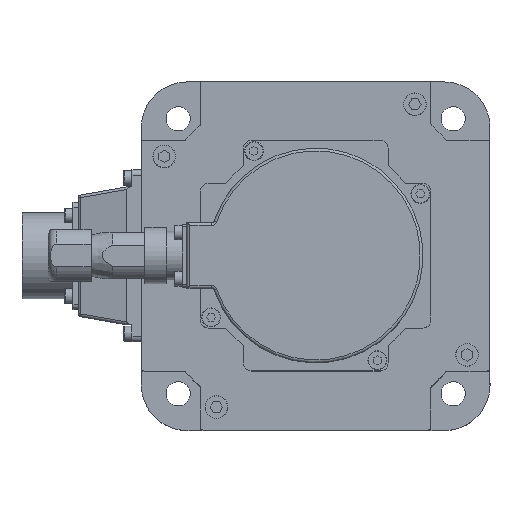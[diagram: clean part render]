
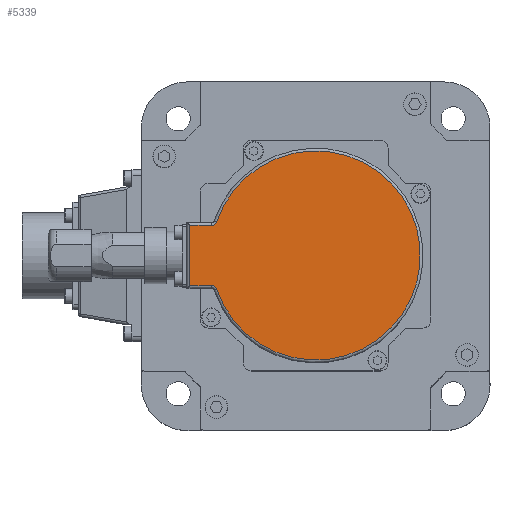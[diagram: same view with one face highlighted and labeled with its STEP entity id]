
A CAD part, top view. The second image highlights one B-rep face of the part: STEP entity #5339.
In plain terms, the highlighted planar face has unit normal (0, 0, 1).
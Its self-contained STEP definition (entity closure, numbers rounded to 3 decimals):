
#1141 = EDGE_LOOP ( 'NONE', ( #4506, #4087, #10896, #2467, #6727, #5584 ) ) ;
#1671 = CARTESIAN_POINT ( 'NONE',  ( -48., 11.25, 107.5 ) ) ;
#2163 = EDGE_CURVE ( 'NONE', #12639, #11090, #6528, .T. ) ;
#2467 = ORIENTED_EDGE ( 'NONE', *, *, #4155, .T. ) ;
#3152 = DIRECTION ( 'NONE',  ( -1., 0., 0. ) ) ;
#4087 = ORIENTED_EDGE ( 'NONE', *, *, #14837, .T. ) ;
#4127 = VERTEX_POINT ( 'NONE', #15400 ) ;
#4155 = EDGE_CURVE ( 'NONE', #4127, #13239, #13539, .T. ) ;
#4506 = ORIENTED_EDGE ( 'NONE', *, *, #7513, .T. ) ;
#5339 = ADVANCED_FACE ( 'NONE', ( #16691 ), #12442, .T. ) ;
#5439 = DIRECTION ( 'NONE',  ( 0., 0., 1. ) ) ;
#5584 = ORIENTED_EDGE ( 'NONE', *, *, #2163, .T. ) ;
#5879 = VERTEX_POINT ( 'NONE', #7108 ) ;
#5946 = CARTESIAN_POINT ( 'NONE',  ( -38.8, -11.25, 107.5 ) ) ;
#6106 = AXIS2_PLACEMENT_3D ( 'NONE', #14201, #5439, #15662 ) ;
#6528 = CIRCLE ( 'NONE', #11635, 2. ) ;
#6727 = ORIENTED_EDGE ( 'NONE', *, *, #13825, .T. ) ;
#6802 = VECTOR ( 'NONE', #3152, 1000. ) ;
#7045 = AXIS2_PLACEMENT_3D ( 'NONE', #12561, #12519, #12380 ) ;
#7108 = CARTESIAN_POINT ( 'NONE',  ( -47., -11.25, 107.5 ) ) ;
#7513 = EDGE_CURVE ( 'NONE', #11090, #9446, #11156, .T. ) ;
#7704 = VECTOR ( 'NONE', #16166, 1000. ) ;
#8856 = EDGE_CURVE ( 'NONE', #5879, #4127, #14525, .T. ) ;
#9050 = VECTOR ( 'NONE', #9671, 1000. ) ;
#9446 = VERTEX_POINT ( 'NONE', #17571 ) ;
#9671 = DIRECTION ( 'NONE',  ( 0., -1., 0. ) ) ;
#10896 = ORIENTED_EDGE ( 'NONE', *, *, #8856, .T. ) ;
#11090 = VERTEX_POINT ( 'NONE', #15441 ) ;
#11152 = CIRCLE ( 'NONE', #6106, 39. ) ;
#11156 = LINE ( 'NONE', #1671, #6802 ) ;
#11635 = AXIS2_PLACEMENT_3D ( 'NONE', #12112, #11936, #11867 ) ;
#11805 = AXIS2_PLACEMENT_3D ( 'NONE', #14241, #14284, #14278 ) ;
#11867 = DIRECTION ( 'NONE',  ( 0., 1., 0. ) ) ;
#11936 = DIRECTION ( 'NONE',  ( 0., 0., -1. ) ) ;
#12112 = CARTESIAN_POINT ( 'NONE',  ( -38.8, 13.25, 107.5 ) ) ;
#12380 = DIRECTION ( 'NONE',  ( 0., 1., 0. ) ) ;
#12442 = PLANE ( 'NONE',  #7045 ) ;
#12519 = DIRECTION ( 'NONE',  ( 0., 0., 1. ) ) ;
#12561 = CARTESIAN_POINT ( 'NONE',  ( 0., 0., 107.5 ) ) ;
#12639 = VERTEX_POINT ( 'NONE', #16438 ) ;
#13239 = VERTEX_POINT ( 'NONE', #18077 ) ;
#13539 = CIRCLE ( 'NONE', #11805, 2. ) ;
#13825 = EDGE_CURVE ( 'NONE', #13239, #12639, #11152, .T. ) ;
#13968 = CARTESIAN_POINT ( 'NONE',  ( -47., -12.25, 107.5 ) ) ;
#14201 = CARTESIAN_POINT ( 'NONE',  ( 0., 0., 107.5 ) ) ;
#14241 = CARTESIAN_POINT ( 'NONE',  ( -38.8, -13.25, 107.5 ) ) ;
#14278 = DIRECTION ( 'NONE',  ( 0., 1., 0. ) ) ;
#14284 = DIRECTION ( 'NONE',  ( 0., 0., -1. ) ) ;
#14525 = LINE ( 'NONE', #5946, #7704 ) ;
#14837 = EDGE_CURVE ( 'NONE', #9446, #5879, #16313, .T. ) ;
#15400 = CARTESIAN_POINT ( 'NONE',  ( -38.8, -11.25, 107.5 ) ) ;
#15441 = CARTESIAN_POINT ( 'NONE',  ( -38.8, 11.25, 107.5 ) ) ;
#15662 = DIRECTION ( 'NONE',  ( 0., 1., 0. ) ) ;
#16166 = DIRECTION ( 'NONE',  ( 1., 0., 0. ) ) ;
#16313 = LINE ( 'NONE', #13968, #9050 ) ;
#16438 = CARTESIAN_POINT ( 'NONE',  ( -36.907, 12.604, 107.5 ) ) ;
#16691 = FACE_OUTER_BOUND ( 'NONE', #1141, .T. ) ;
#17571 = CARTESIAN_POINT ( 'NONE',  ( -47., 11.25, 107.5 ) ) ;
#18077 = CARTESIAN_POINT ( 'NONE',  ( -36.907, -12.604, 107.5 ) ) ;
